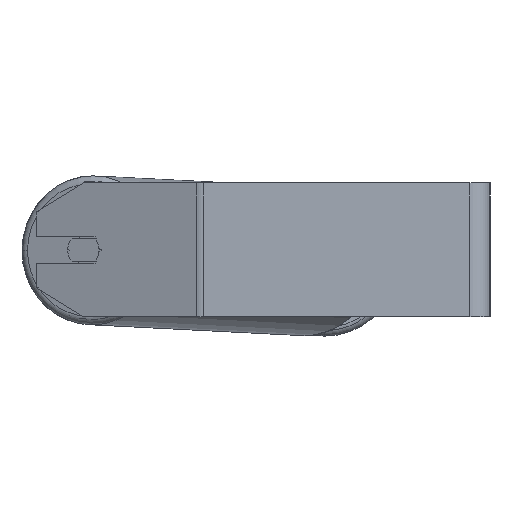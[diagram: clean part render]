
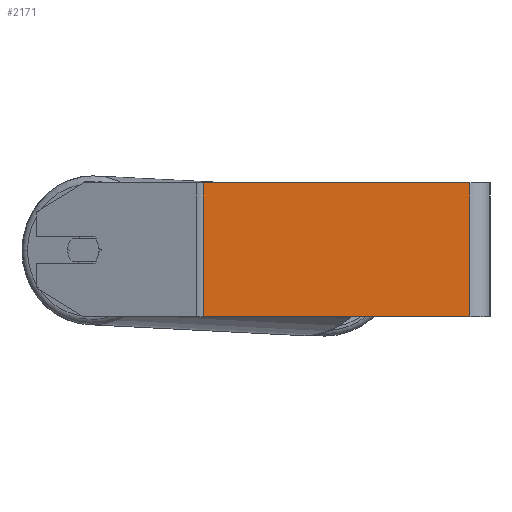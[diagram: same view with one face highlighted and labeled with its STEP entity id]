
A CAD part, left-side view. The second image highlights one B-rep face of the part: STEP entity #2171.
In plain terms, the highlighted planar face has unit normal (-1, 0, 0).
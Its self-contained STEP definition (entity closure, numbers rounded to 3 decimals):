
#128 = AXIS2_PLACEMENT_3D ( 'NONE', #2462, #4521, #5215 ) ;
#276 = ORIENTED_EDGE ( 'NONE', *, *, #5975, .F. ) ;
#380 = LINE ( 'NONE', #2409, #5775 ) ;
#1073 = EDGE_CURVE ( 'NONE', #3616, #7503, #6798, .T. ) ;
#1084 = EDGE_CURVE ( 'NONE', #7503, #8693, #2843, .T. ) ;
#2171 = ADVANCED_FACE ( 'NONE', ( #8539 ), #3726, .F. ) ;
#2409 = CARTESIAN_POINT ( 'NONE',  ( -620., 12., 40. ) ) ;
#2422 = ORIENTED_EDGE ( 'NONE', *, *, #1073, .T. ) ;
#2462 = CARTESIAN_POINT ( 'NONE',  ( -620., 173.204, 40. ) ) ;
#2843 = LINE ( 'NONE', #6051, #8729 ) ;
#2847 = CARTESIAN_POINT ( 'NONE',  ( -620., 12., 40. ) ) ;
#3305 = LINE ( 'NONE', #5325, #3508 ) ;
#3508 = VECTOR ( 'NONE', #8112, 1000. ) ;
#3519 = DIRECTION ( 'NONE',  ( 0., -1., 0. ) ) ;
#3616 = VERTEX_POINT ( 'NONE', #5811 ) ;
#3726 = PLANE ( 'NONE',  #128 ) ;
#3828 = CARTESIAN_POINT ( 'NONE',  ( -620., 12., -40. ) ) ;
#4422 = DIRECTION ( 'NONE',  ( 0., 0., -1. ) ) ;
#4521 = DIRECTION ( 'NONE',  ( 1., 0., 0. ) ) ;
#4747 = VERTEX_POINT ( 'NONE', #2847 ) ;
#4764 = DIRECTION ( 'NONE',  ( 0., 0., -1. ) ) ;
#5038 = CARTESIAN_POINT ( 'NONE',  ( -620., 171.088, -40. ) ) ;
#5215 = DIRECTION ( 'NONE',  ( 0., 0., -1. ) ) ;
#5325 = CARTESIAN_POINT ( 'NONE',  ( -620., 173.204, 40. ) ) ;
#5775 = VECTOR ( 'NONE', #4422, 1000. ) ;
#5811 = CARTESIAN_POINT ( 'NONE',  ( -620., 171.088, 40. ) ) ;
#5975 = EDGE_CURVE ( 'NONE', #3616, #4747, #3305, .T. ) ;
#6051 = CARTESIAN_POINT ( 'NONE',  ( -620., 173.204, -40. ) ) ;
#6268 = ORIENTED_EDGE ( 'NONE', *, *, #6565, .F. ) ;
#6565 = EDGE_CURVE ( 'NONE', #4747, #8693, #380, .T. ) ;
#6798 = LINE ( 'NONE', #6862, #7307 ) ;
#6862 = CARTESIAN_POINT ( 'NONE',  ( -620., 171.088, 40. ) ) ;
#7082 = EDGE_LOOP ( 'NONE', ( #8610, #6268, #276, #2422 ) ) ;
#7307 = VECTOR ( 'NONE', #4764, 1000. ) ;
#7503 = VERTEX_POINT ( 'NONE', #5038 ) ;
#8112 = DIRECTION ( 'NONE',  ( 0., -1., 0. ) ) ;
#8539 = FACE_OUTER_BOUND ( 'NONE', #7082, .T. ) ;
#8610 = ORIENTED_EDGE ( 'NONE', *, *, #1084, .T. ) ;
#8693 = VERTEX_POINT ( 'NONE', #3828 ) ;
#8729 = VECTOR ( 'NONE', #3519, 1000. ) ;
